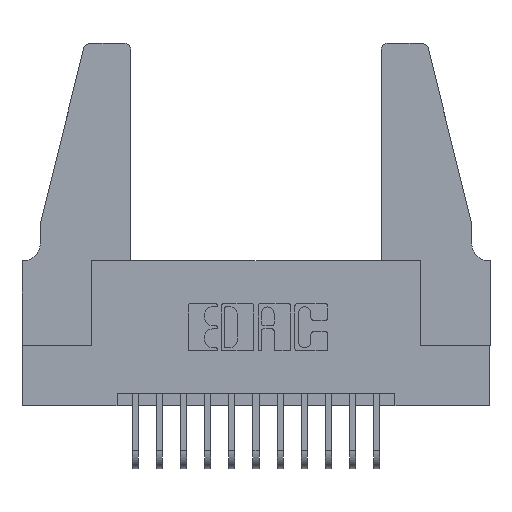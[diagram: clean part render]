
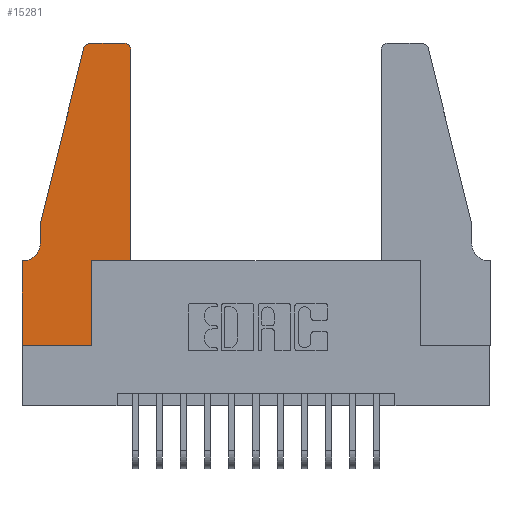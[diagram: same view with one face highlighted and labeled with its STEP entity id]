
A CAD part, top view. The second image highlights one B-rep face of the part: STEP entity #15281.
In plain terms, the highlighted planar face has unit normal (0, 0, 1).
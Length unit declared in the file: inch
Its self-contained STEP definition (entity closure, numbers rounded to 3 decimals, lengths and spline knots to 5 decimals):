
#118 = DIRECTION ( 'NONE',  ( 1., 0., 0. ) ) ;
#423 = DIRECTION ( 'NONE',  ( -1., 0., 0. ) ) ;
#769 = DIRECTION ( 'NONE',  ( 1., 0., 0. ) ) ;
#911 = VERTEX_POINT ( 'NONE', #16568 ) ;
#1046 = AXIS2_PLACEMENT_3D ( 'NONE', #3778, #12719, #5053 ) ;
#1415 = VERTEX_POINT ( 'NONE', #4963 ) ;
#1510 = DIRECTION ( 'NONE',  ( -1., 0., 0. ) ) ;
#1681 = EDGE_CURVE ( 'NONE', #8728, #1415, #4038, .T. ) ;
#1716 = VECTOR ( 'NONE', #10901, 39.37008 ) ;
#1719 = CARTESIAN_POINT ( 'NONE',  ( 0.25487, 1.22718, 0.37 ) ) ;
#1730 = CIRCLE ( 'NONE', #3928, 0.07 ) ;
#1892 = VERTEX_POINT ( 'NONE', #11100 ) ;
#1933 = LINE ( 'NONE', #4685, #9149 ) ;
#2273 = CARTESIAN_POINT ( 'NONE',  ( 0.0755, 0.5, 0.37 ) ) ;
#2662 = ORIENTED_EDGE ( 'NONE', *, *, #4540, .T. ) ;
#3191 = ORIENTED_EDGE ( 'NONE', *, *, #7339, .T. ) ;
#3302 = DIRECTION ( 'NONE',  ( 0., 0., 1. ) ) ;
#3554 = ORIENTED_EDGE ( 'NONE', *, *, #9145, .T. ) ;
#3778 = CARTESIAN_POINT ( 'NONE',  ( 0.284, 1.22, 0.37 ) ) ;
#3857 = LINE ( 'NONE', #2273, #13656 ) ;
#3928 = AXIS2_PLACEMENT_3D ( 'NONE', #15809, #8103, #423 ) ;
#3996 = CARTESIAN_POINT ( 'NONE',  ( 0.4505, 0.35, 0.37 ) ) ;
#4038 = LINE ( 'NONE', #4801, #14240 ) ;
#4394 = ORIENTED_EDGE ( 'NONE', *, *, #13010, .T. ) ;
#4531 = VERTEX_POINT ( 'NONE', #10616 ) ;
#4540 = EDGE_CURVE ( 'NONE', #911, #8728, #1730, .T. ) ;
#4685 = CARTESIAN_POINT ( 'NONE',  ( 0.4505, 0.35, 0.37 ) ) ;
#4738 = EDGE_CURVE ( 'NONE', #7426, #10894, #1933, .T. ) ;
#4801 = CARTESIAN_POINT ( 'NONE',  ( 0.0755, 0.35, 0.37 ) ) ;
#4870 = LINE ( 'NONE', #7506, #14704 ) ;
#4963 = CARTESIAN_POINT ( 'NONE',  ( 0., 0.35, 0.37 ) ) ;
#5053 = DIRECTION ( 'NONE',  ( 1., 0., 0. ) ) ;
#5057 = CARTESIAN_POINT ( 'NONE',  ( 0.4505, 0.35, 0.37 ) ) ;
#5122 = LINE ( 'NONE', #12126, #1716 ) ;
#5349 = DIRECTION ( 'NONE',  ( -0.239, -0.971, 0. ) ) ;
#5697 = CARTESIAN_POINT ( 'NONE',  ( 0.0755, 0.5, 0.37 ) ) ;
#5790 = ORIENTED_EDGE ( 'NONE', *, *, #11096, .T. ) ;
#5880 = CARTESIAN_POINT ( 'NONE',  ( 0., 0.35, 0.37 ) ) ;
#6107 = EDGE_CURVE ( 'NONE', #4531, #16409, #4870, .T. ) ;
#6365 = CARTESIAN_POINT ( 'NONE',  ( 0.284, 1.25, 0.37 ) ) ;
#6449 = VERTEX_POINT ( 'NONE', #1719 ) ;
#6471 = CARTESIAN_POINT ( 'NONE',  ( 0.2865, 0.35, 0.37 ) ) ;
#6487 = CARTESIAN_POINT ( 'NONE',  ( 0., 0., 0.37 ) ) ;
#6590 = EDGE_CURVE ( 'NONE', #1892, #4531, #10470, .T. ) ;
#6926 = EDGE_CURVE ( 'NONE', #1415, #9297, #8255, .T. ) ;
#7188 = ORIENTED_EDGE ( 'NONE', *, *, #8713, .T. ) ;
#7226 = EDGE_CURVE ( 'NONE', #15865, #911, #3857, .T. ) ;
#7339 = EDGE_CURVE ( 'NONE', #16409, #6449, #12436, .T. ) ;
#7426 = VERTEX_POINT ( 'NONE', #6471 ) ;
#7506 = CARTESIAN_POINT ( 'NONE',  ( 0.2605, 1.25, 0.37 ) ) ;
#8103 = DIRECTION ( 'NONE',  ( 0., 0., -1. ) ) ;
#8255 = LINE ( 'NONE', #6487, #8661 ) ;
#8462 = DIRECTION ( 'NONE',  ( 0., 0., 1. ) ) ;
#8583 = ORIENTED_EDGE ( 'NONE', *, *, #6107, .T. ) ;
#8661 = VECTOR ( 'NONE', #15465, 39.37008 ) ;
#8713 = EDGE_CURVE ( 'NONE', #6449, #15865, #12624, .T. ) ;
#8728 = VERTEX_POINT ( 'NONE', #15690 ) ;
#8785 = DIRECTION ( 'NONE',  ( -1., 0., 0. ) ) ;
#9095 = CARTESIAN_POINT ( 'NONE',  ( 0., 0., 0.37 ) ) ;
#9145 = EDGE_CURVE ( 'NONE', #10894, #1892, #9997, .T. ) ;
#9149 = VECTOR ( 'NONE', #12328, 39.37008 ) ;
#9221 = ORIENTED_EDGE ( 'NONE', *, *, #6590, .T. ) ;
#9224 = CARTESIAN_POINT ( 'NONE',  ( 0.0755, 0.5, 0.37 ) ) ;
#9229 = VECTOR ( 'NONE', #5349, 39.37008 ) ;
#9297 = VERTEX_POINT ( 'NONE', #11779 ) ;
#9604 = ORIENTED_EDGE ( 'NONE', *, *, #1681, .T. ) ;
#9997 = LINE ( 'NONE', #5057, #13014 ) ;
#10266 = VECTOR ( 'NONE', #118, 39.37008 ) ;
#10470 = CIRCLE ( 'NONE', #14894, 0.03 ) ;
#10613 = ORIENTED_EDGE ( 'NONE', *, *, #6926, .T. ) ;
#10616 = CARTESIAN_POINT ( 'NONE',  ( 0.4205, 1.25, 0.37 ) ) ;
#10894 = VERTEX_POINT ( 'NONE', #3996 ) ;
#10901 = DIRECTION ( 'NONE',  ( 0., 1., 0. ) ) ;
#10943 = CARTESIAN_POINT ( 'NONE',  ( 0.4205, 1.22, 0.37 ) ) ;
#11096 = EDGE_CURVE ( 'NONE', #11310, #7426, #5122, .T. ) ;
#11100 = CARTESIAN_POINT ( 'NONE',  ( 0.4505, 1.22, 0.37 ) ) ;
#11310 = VERTEX_POINT ( 'NONE', #13817 ) ;
#11779 = CARTESIAN_POINT ( 'NONE',  ( 0., 0., 0.37 ) ) ;
#12126 = CARTESIAN_POINT ( 'NONE',  ( 0.2865, 0.35, 0.37 ) ) ;
#12225 = DIRECTION ( 'NONE',  ( 1., 0., 0. ) ) ;
#12328 = DIRECTION ( 'NONE',  ( 1., 0., 0. ) ) ;
#12436 = CIRCLE ( 'NONE', #1046, 0.03 ) ;
#12624 = LINE ( 'NONE', #9224, #9229 ) ;
#12719 = DIRECTION ( 'NONE',  ( 0., 0., 1. ) ) ;
#13010 = EDGE_CURVE ( 'NONE', #9297, #11310, #13675, .T. ) ;
#13014 = VECTOR ( 'NONE', #15270, 39.37008 ) ;
#13656 = VECTOR ( 'NONE', #13782, 39.37008 ) ;
#13675 = LINE ( 'NONE', #9095, #10266 ) ;
#13782 = DIRECTION ( 'NONE',  ( 0., -1., 0. ) ) ;
#13817 = CARTESIAN_POINT ( 'NONE',  ( 0.2865, 0., 0.37 ) ) ;
#14053 = ORIENTED_EDGE ( 'NONE', *, *, #7226, .T. ) ;
#14216 = FACE_OUTER_BOUND ( 'NONE', #14398, .T. ) ;
#14240 = VECTOR ( 'NONE', #1510, 39.37008 ) ;
#14398 = EDGE_LOOP ( 'NONE', ( #8583, #3191, #7188, #14053, #2662, #9604, #10613, #4394, #5790, #15156, #3554, #9221 ) ) ;
#14704 = VECTOR ( 'NONE', #8785, 39.37008 ) ;
#14894 = AXIS2_PLACEMENT_3D ( 'NONE', #10943, #3302, #12225 ) ;
#15156 = ORIENTED_EDGE ( 'NONE', *, *, #4738, .T. ) ;
#15270 = DIRECTION ( 'NONE',  ( 0., 1., 0. ) ) ;
#15281 = ADVANCED_FACE ( 'NONE', ( #14216 ), #16169, .T. ) ;
#15368 = AXIS2_PLACEMENT_3D ( 'NONE', #5880, #8462, #769 ) ;
#15465 = DIRECTION ( 'NONE',  ( 0., -1., 0. ) ) ;
#15690 = CARTESIAN_POINT ( 'NONE',  ( 0.0055, 0.35, 0.37 ) ) ;
#15809 = CARTESIAN_POINT ( 'NONE',  ( 0.0055, 0.42, 0.37 ) ) ;
#15865 = VERTEX_POINT ( 'NONE', #5697 ) ;
#16169 = PLANE ( 'NONE',  #15368 ) ;
#16409 = VERTEX_POINT ( 'NONE', #6365 ) ;
#16568 = CARTESIAN_POINT ( 'NONE',  ( 0.0755, 0.42, 0.37 ) ) ;
